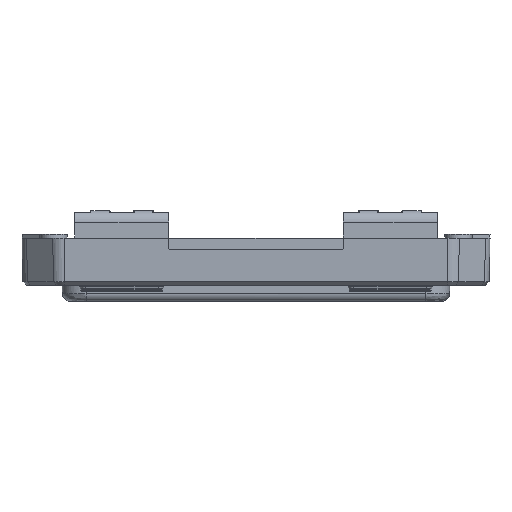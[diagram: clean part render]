
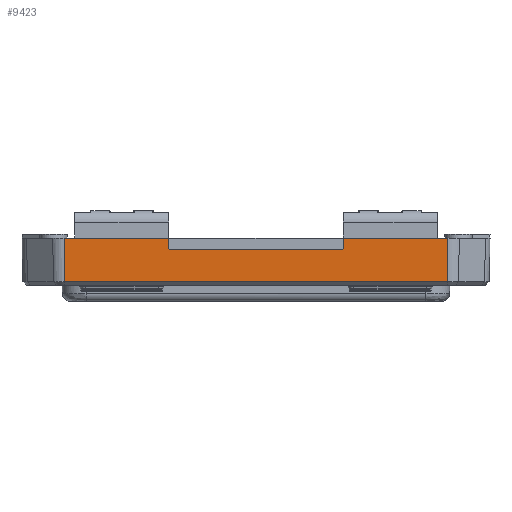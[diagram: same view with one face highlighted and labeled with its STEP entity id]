
A CAD part, left-side view. The second image highlights one B-rep face of the part: STEP entity #9423.
In plain terms, the highlighted planar face has unit normal (-1, 0, -0.018).
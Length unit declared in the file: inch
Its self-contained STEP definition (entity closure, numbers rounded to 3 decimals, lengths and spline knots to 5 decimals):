
#252 = LINE ( 'NONE', #20123, #17187 ) ;
#267 = DIRECTION ( 'NONE',  ( 0., 1., 0. ) ) ;
#427 = EDGE_CURVE ( 'NONE', #18321, #6738, #2397, .T. ) ;
#574 = VERTEX_POINT ( 'NONE', #2630 ) ;
#575 = ORIENTED_EDGE ( 'NONE', *, *, #9962, .T. ) ;
#780 = VERTEX_POINT ( 'NONE', #19676 ) ;
#1385 = CARTESIAN_POINT ( 'NONE',  ( -3.89172, 1.37835, 0.812 ) ) ;
#2035 = CARTESIAN_POINT ( 'NONE',  ( -3.89172, -1.37835, 0.812 ) ) ;
#2050 = ORIENTED_EDGE ( 'NONE', *, *, #2818, .T. ) ;
#2174 = CARTESIAN_POINT ( 'NONE',  ( -3.895, 3.145, 1. ) ) ;
#2397 = LINE ( 'NONE', #18901, #15500 ) ;
#2630 = CARTESIAN_POINT ( 'NONE',  ( -3.895, -3.04146, 1. ) ) ;
#2741 = EDGE_CURVE ( 'NONE', #8340, #15885, #3302, .T. ) ;
#2818 = EDGE_CURVE ( 'NONE', #15885, #17829, #13887, .T. ) ;
#3302 = LINE ( 'NONE', #6748, #13831 ) ;
#3326 = DIRECTION ( 'NONE',  ( 0.017, -0.007, -1. ) ) ;
#3797 = DIRECTION ( 'NONE',  ( -1., 0., -0.017 ) ) ;
#4025 = ORIENTED_EDGE ( 'NONE', *, *, #2741, .T. ) ;
#4244 = EDGE_LOOP ( 'NONE', ( #19666, #4025, #2050, #12210, #7152, #20866, #15175, #575, #18750, #6442 ) ) ;
#4320 = DIRECTION ( 'NONE',  ( 0., 1., 0. ) ) ;
#5316 = AXIS2_PLACEMENT_3D ( 'NONE', #15755, #3797, #18989 ) ;
#6024 = VECTOR ( 'NONE', #3326, 39.37008 ) ;
#6442 = ORIENTED_EDGE ( 'NONE', *, *, #15499, .F. ) ;
#6455 = CARTESIAN_POINT ( 'NONE',  ( -3.895, 3.04146, 1. ) ) ;
#6738 = VERTEX_POINT ( 'NONE', #10545 ) ;
#6748 = CARTESIAN_POINT ( 'NONE',  ( -3.895, 3.145, 1. ) ) ;
#7128 = LINE ( 'NONE', #2174, #16481 ) ;
#7152 = ORIENTED_EDGE ( 'NONE', *, *, #19303, .T. ) ;
#7319 = CARTESIAN_POINT ( 'NONE',  ( -3.895, -1.38163, 1. ) ) ;
#8064 = CARTESIAN_POINT ( 'NONE',  ( -3.895, 3.04146, 1. ) ) ;
#8121 = DIRECTION ( 'NONE',  ( 0.017, 0.007, -1. ) ) ;
#8265 = CARTESIAN_POINT ( 'NONE',  ( -3.89172, 1.37835, 0.812 ) ) ;
#8340 = VERTEX_POINT ( 'NONE', #9953 ) ;
#8972 = VERTEX_POINT ( 'NONE', #1385 ) ;
#9151 = PLANE ( 'NONE',  #5316 ) ;
#9423 = ADVANCED_FACE ( 'NONE', ( #17373 ), #9151, .T. ) ;
#9691 = LINE ( 'NONE', #6455, #6024 ) ;
#9953 = CARTESIAN_POINT ( 'NONE',  ( -3.895, -2.875, 1. ) ) ;
#9962 = EDGE_CURVE ( 'NONE', #19559, #6738, #9691, .T. ) ;
#9990 = LINE ( 'NONE', #13466, #14777 ) ;
#10181 = DIRECTION ( 'NONE',  ( 0., 1., 0. ) ) ;
#10327 = VECTOR ( 'NONE', #14867, 39.37008 ) ;
#10545 = CARTESIAN_POINT ( 'NONE',  ( -3.88296, 3.03647, 0.30999 ) ) ;
#10646 = VECTOR ( 'NONE', #8121, 39.37008 ) ;
#11877 = DIRECTION ( 'NONE',  ( 0., 1., 0. ) ) ;
#12210 = ORIENTED_EDGE ( 'NONE', *, *, #16676, .T. ) ;
#12257 = CARTESIAN_POINT ( 'NONE',  ( -3.895, -1.38163, 1. ) ) ;
#12291 = LINE ( 'NONE', #20922, #14079 ) ;
#12399 = DIRECTION ( 'NONE',  ( 0., 1., 0. ) ) ;
#12999 = LINE ( 'NONE', #13213, #10646 ) ;
#13191 = EDGE_CURVE ( 'NONE', #574, #8340, #9990, .T. ) ;
#13213 = CARTESIAN_POINT ( 'NONE',  ( -3.89462, -3.0413, 0.97802 ) ) ;
#13466 = CARTESIAN_POINT ( 'NONE',  ( -3.895, 3.145, 1. ) ) ;
#13826 = VERTEX_POINT ( 'NONE', #14280 ) ;
#13831 = VECTOR ( 'NONE', #267, 39.37008 ) ;
#13887 = LINE ( 'NONE', #12257, #20375 ) ;
#14079 = VECTOR ( 'NONE', #12399, 39.37008 ) ;
#14280 = CARTESIAN_POINT ( 'NONE',  ( -3.895, 1.38163, 1. ) ) ;
#14758 = EDGE_CURVE ( 'NONE', #780, #19559, #7128, .T. ) ;
#14777 = VECTOR ( 'NONE', #14972, 39.37008 ) ;
#14867 = DIRECTION ( 'NONE',  ( -0.017, 0.017, 1. ) ) ;
#14972 = DIRECTION ( 'NONE',  ( 0., 1., 0. ) ) ;
#15175 = ORIENTED_EDGE ( 'NONE', *, *, #14758, .T. ) ;
#15499 = EDGE_CURVE ( 'NONE', #574, #18321, #12999, .T. ) ;
#15500 = VECTOR ( 'NONE', #4320, 39.37008 ) ;
#15755 = CARTESIAN_POINT ( 'NONE',  ( -3.895, 3.145, 1. ) ) ;
#15885 = VERTEX_POINT ( 'NONE', #7319 ) ;
#16477 = LINE ( 'NONE', #8265, #10327 ) ;
#16481 = VECTOR ( 'NONE', #11877, 39.37008 ) ;
#16676 = EDGE_CURVE ( 'NONE', #17829, #8972, #12291, .T. ) ;
#17187 = VECTOR ( 'NONE', #10181, 39.37008 ) ;
#17288 = EDGE_CURVE ( 'NONE', #13826, #780, #252, .T. ) ;
#17373 = FACE_OUTER_BOUND ( 'NONE', #4244, .T. ) ;
#17829 = VERTEX_POINT ( 'NONE', #2035 ) ;
#18321 = VERTEX_POINT ( 'NONE', #18741 ) ;
#18737 = DIRECTION ( 'NONE',  ( 0.017, 0.017, -1. ) ) ;
#18741 = CARTESIAN_POINT ( 'NONE',  ( -3.88296, -3.03647, 0.30999 ) ) ;
#18750 = ORIENTED_EDGE ( 'NONE', *, *, #427, .F. ) ;
#18901 = CARTESIAN_POINT ( 'NONE',  ( -3.88296, 0., 0.30999 ) ) ;
#18989 = DIRECTION ( 'NONE',  ( -0.017, 0., 1. ) ) ;
#19303 = EDGE_CURVE ( 'NONE', #8972, #13826, #16477, .T. ) ;
#19559 = VERTEX_POINT ( 'NONE', #8064 ) ;
#19666 = ORIENTED_EDGE ( 'NONE', *, *, #13191, .T. ) ;
#19676 = CARTESIAN_POINT ( 'NONE',  ( -3.895, 2.875, 1. ) ) ;
#20123 = CARTESIAN_POINT ( 'NONE',  ( -3.895, 3.145, 1. ) ) ;
#20375 = VECTOR ( 'NONE', #18737, 39.37008 ) ;
#20866 = ORIENTED_EDGE ( 'NONE', *, *, #17288, .T. ) ;
#20922 = CARTESIAN_POINT ( 'NONE',  ( -3.89172, 3.145, 0.812 ) ) ;
